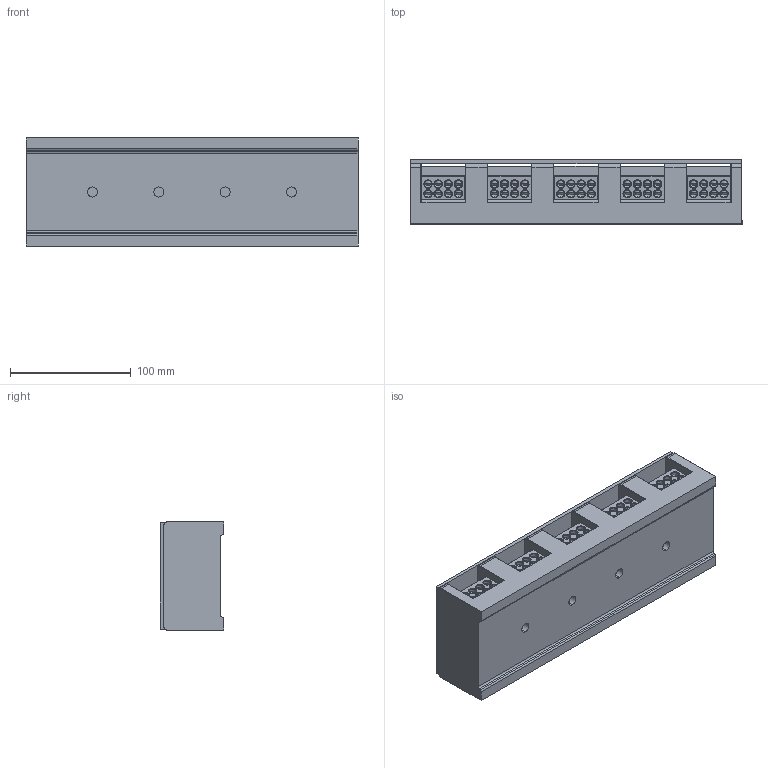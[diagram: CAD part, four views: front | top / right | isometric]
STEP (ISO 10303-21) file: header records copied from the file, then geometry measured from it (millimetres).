
FILE_DESCRIPTION((''),'2;1');
FILE_NAME('UDJ-3005_8_10','2024-07-04T',('dell'),(''),'PRO/ENGINEER BY PARAMETRIC TECHNOLOGY CORPORATION, 2013230','PRO/ENGINEER BY PARAMETRIC TECHNOLOGY CORPORATION, 2013230','');
FILE_SCHEMA(('AUTOMOTIVE_DESIGN { 1 0 10303 214 1 1 1 1 }'));
Products named in the file (1): UDJ-3005_8_10
Bounding box: 275 x 53 x 90 mm (x, y, z)
Volume: 876008.7 mm3; surface area: 211644.7 mm2
Topology: 6 solids, 34 shells, 3276 faces, 9394 edges, 6041 vertices
Faces by surface type: plane 1710, cylinder 789, cone 450, bspline 180, sphere 100, torus 44, extrusion 3
Entity records: 120185 total; most frequent: CARTESIAN_POINT 35860, ORIENTED_EDGE 18328, DIRECTION 16846, EDGE_CURVE 9164, VERTEX_POINT 6041, AXIS2_PLACEMENT_3D 5771, VECTOR 5304, LINE 5301
